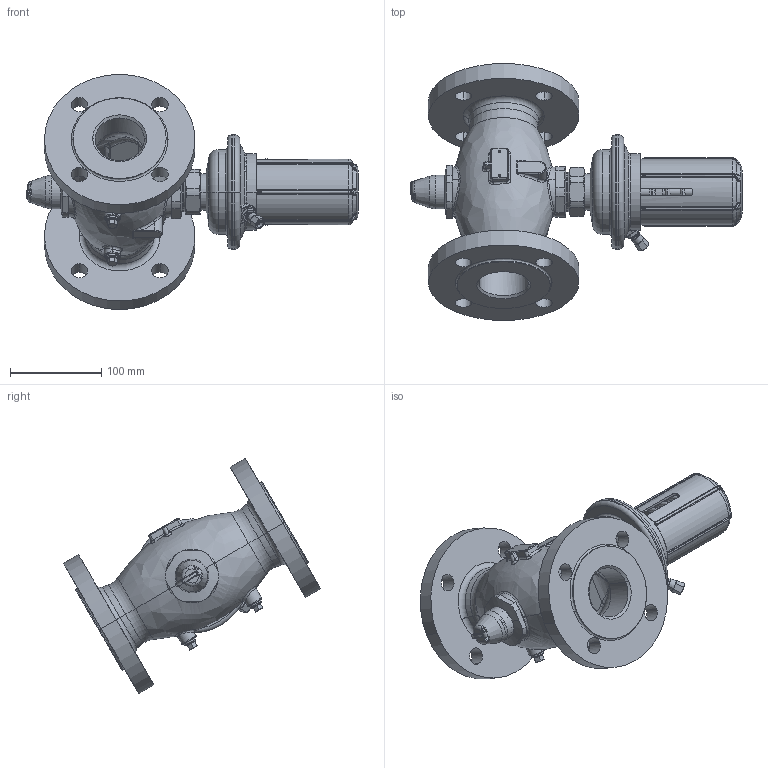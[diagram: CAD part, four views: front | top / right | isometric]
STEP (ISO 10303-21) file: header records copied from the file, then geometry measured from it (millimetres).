
FILE_DESCRIPTION((''),'2;1');
FILE_NAME('003H6470','2015-03-09T',('u317927'),('Danfoss'),'PRO/ENGINEER BY PARAMETRIC TECHNOLOGY CORPORATION, 2014000','PRO/ENGINEER BY PARAMETRIC TECHNOLOGY CORPORATION, 2014000','');
FILE_SCHEMA(('CONFIG_CONTROL_DESIGN'));
Products named in the file (1): 003H6470
Bounding box: 363.87 x 281.69 x 257.89 mm (x, y, z)
Volume: 1795565.6 mm3; surface area: 446532.9 mm2
Topology: 1 solids, 1 shells, 1431 faces, 3353 edges, 1998 vertices
Faces by surface type: cylinder 361, plane 350, bspline 287, cone 212, torus 207, sphere 14
Entity records: 73937 total; most frequent: CARTESIAN_POINT 43140, ORIENTED_EDGE 6698, DIRECTION 6137, EDGE_CURVE 3349, AXIS2_PLACEMENT_3D 2612, VERTEX_POINT 1998, EDGE_LOOP 1555, CIRCLE 1468
